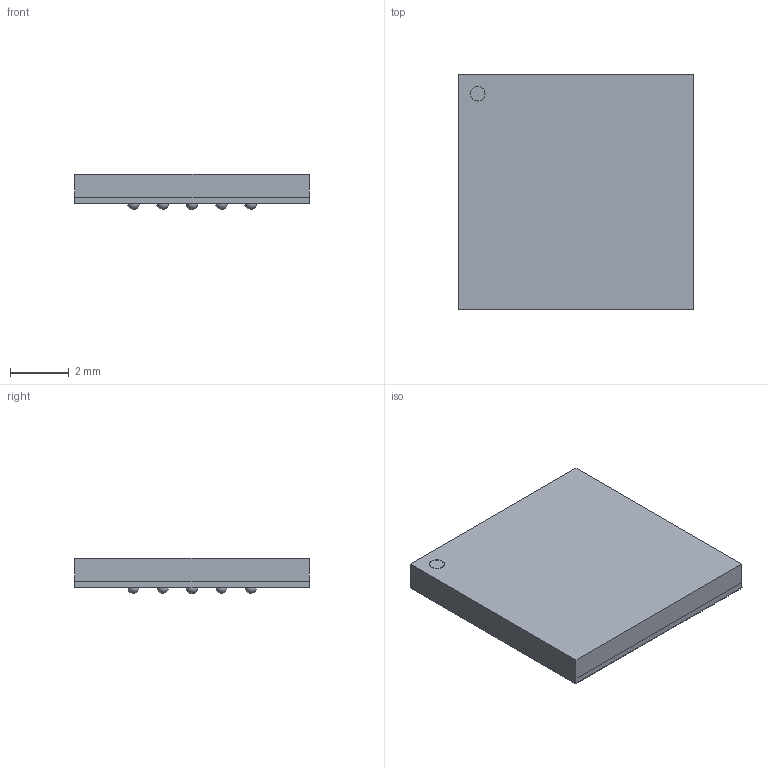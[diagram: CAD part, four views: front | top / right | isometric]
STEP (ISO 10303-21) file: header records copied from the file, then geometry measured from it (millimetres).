
FILE_DESCRIPTION(/* description */ (''),/* implementation_level */ '2;1');
FILE_NAME(/* name */ 'PG-BGA-24-805_002-24801_V0A_3D.stp',/* time_stamp */ '2022-11-29T17:24:10+06:00',/* author */ ('Subramani'),/* organization */ (''),/* preprocessor_version */ 'ST-DEVELOPER v16.13',/* originating_system */ 'AutoCAD Mechanical',/* authorisation */ '');
FILE_SCHEMA (('AUTOMOTIVE_DESIGN { 1 0 10303 214 3 1 1 }'));
Length unit declared in the file: millimetre
Products named in the file (1): Product
Bounding box: 8 x 8 x 1.2 mm (x, y, z)
Volume: 64.4 mm3; surface area: 425.5 mm2
Topology: 29 solids, 29 shells, 76 faces, 123 edges, 82 vertices
Faces by surface type: plane 50, sphere 24, cylinder 2
Full cylindrical faces by diameter (mm): 0.5 x2
Entity records: 1416 total; most frequent: DIRECTION 255, CARTESIAN_POINT 208, ORIENTED_EDGE 146, AXIS2_PLACEMENT_3D 105, EDGE_LOOP 79, FACE_OUTER_BOUND 76, ADVANCED_FACE 76, EDGE_CURVE 73
